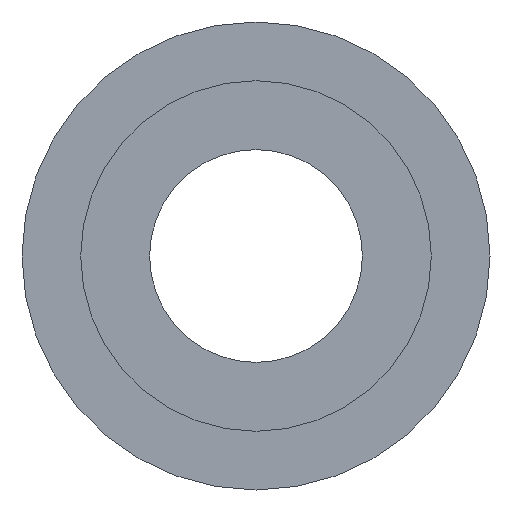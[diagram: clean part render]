
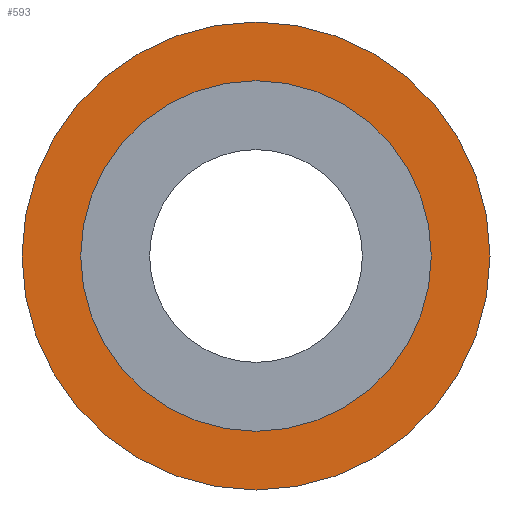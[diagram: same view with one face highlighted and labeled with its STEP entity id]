
A CAD part, left-side view. The second image highlights one B-rep face of the part: STEP entity #593.
In plain terms, the highlighted planar face has unit normal (-1, 0, 0).
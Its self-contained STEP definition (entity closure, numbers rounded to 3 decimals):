
#349 = EDGE_CURVE ( 'NONE', #5269, #5269, #2489, .T. ) ;
#462 = EDGE_LOOP ( 'NONE', ( #13566 ) ) ;
#532 = FACE_OUTER_BOUND ( 'NONE', #3580, .T. ) ;
#593 = ADVANCED_FACE ( 'NONE', ( #6073, #532 ), #5822, .T. ) ;
#1529 = DIRECTION ( 'NONE',  ( 0., 0., 1. ) ) ;
#1575 = CARTESIAN_POINT ( 'NONE',  ( 0., 0., 0. ) ) ;
#1970 = ORIENTED_EDGE ( 'NONE', *, *, #3928, .T. ) ;
#2293 = CARTESIAN_POINT ( 'NONE',  ( 0., 0., 0. ) ) ;
#2489 = CIRCLE ( 'NONE', #9671, 20.6 ) ;
#3580 = EDGE_LOOP ( 'NONE', ( #1970 ) ) ;
#3928 = EDGE_CURVE ( 'NONE', #5781, #5781, #9896, .T. ) ;
#4211 = DIRECTION ( 'NONE',  ( 0., 0., 1. ) ) ;
#5203 = DIRECTION ( 'NONE',  ( -1., 0., 0. ) ) ;
#5269 = VERTEX_POINT ( 'NONE', #11288 ) ;
#5781 = VERTEX_POINT ( 'NONE', #8090 ) ;
#5822 = PLANE ( 'NONE',  #10888 ) ;
#6073 = FACE_BOUND ( 'NONE', #462, .T. ) ;
#6881 = CARTESIAN_POINT ( 'NONE',  ( 0., 0., 0. ) ) ;
#8090 = CARTESIAN_POINT ( 'NONE',  ( 0., 0., 27.5 ) ) ;
#8951 = DIRECTION ( 'NONE',  ( -1., 0., 0. ) ) ;
#8999 = DIRECTION ( 'NONE',  ( 0., 0., 1. ) ) ;
#9671 = AXIS2_PLACEMENT_3D ( 'NONE', #1575, #10871, #1529 ) ;
#9896 = CIRCLE ( 'NONE', #10173, 27.5 ) ;
#10173 = AXIS2_PLACEMENT_3D ( 'NONE', #2293, #5203, #4211 ) ;
#10871 = DIRECTION ( 'NONE',  ( -1., 0., 0. ) ) ;
#10888 = AXIS2_PLACEMENT_3D ( 'NONE', #6881, #8951, #8999 ) ;
#11288 = CARTESIAN_POINT ( 'NONE',  ( 0., 0., 20.6 ) ) ;
#13566 = ORIENTED_EDGE ( 'NONE', *, *, #349, .F. ) ;
